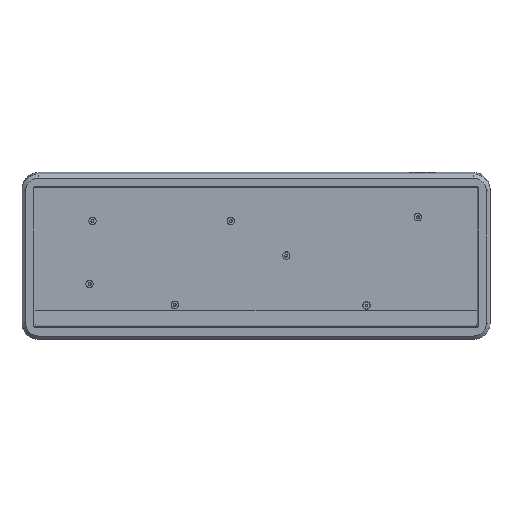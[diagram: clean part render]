
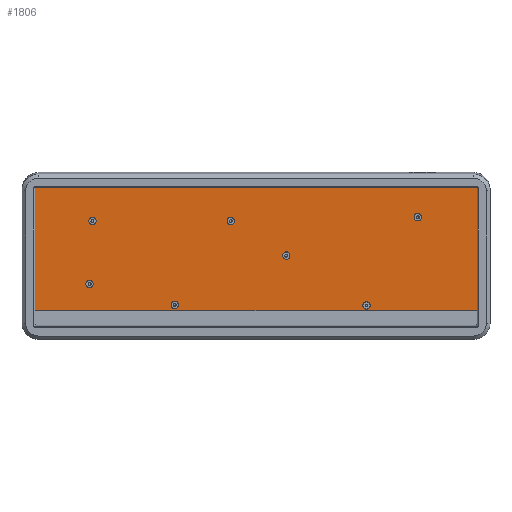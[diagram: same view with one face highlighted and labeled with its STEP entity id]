
A CAD part, top view. The second image highlights one B-rep face of the part: STEP entity #1806.
In plain terms, the highlighted planar face has unit normal (0, -0.052, 0.999).
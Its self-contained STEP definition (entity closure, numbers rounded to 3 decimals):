
#42=FACE_BOUND('',#328,.T.);
#43=FACE_BOUND('',#329,.T.);
#44=FACE_BOUND('',#330,.T.);
#45=FACE_BOUND('',#331,.T.);
#46=FACE_BOUND('',#332,.T.);
#47=FACE_BOUND('',#333,.T.);
#48=FACE_BOUND('',#334,.T.);
#119=PLANE('',#1959);
#204=FACE_OUTER_BOUND('',#327,.T.);
#327=EDGE_LOOP('',(#1439,#1440,#1441,#1442,#1443,#1444,#1445,#1446,#1447,
#1448,#1449,#1450,#1451,#1452,#1453,#1454));
#328=EDGE_LOOP('',(#1455));
#329=EDGE_LOOP('',(#1456));
#330=EDGE_LOOP('',(#1457));
#331=EDGE_LOOP('',(#1458));
#332=EDGE_LOOP('',(#1459));
#333=EDGE_LOOP('',(#1460));
#334=EDGE_LOOP('',(#1461));
#438=CIRCLE('',#1960,1.);
#439=CIRCLE('',#1961,1.);
#440=CIRCLE('',#1962,2.);
#441=CIRCLE('',#1963,2.);
#442=CIRCLE('',#1964,2.);
#443=CIRCLE('',#1965,2.);
#444=CIRCLE('',#1966,2.);
#445=CIRCLE('',#1967,2.);
#446=CIRCLE('',#1968,2.);
#567=LINE('',#3182,#726);
#571=LINE('',#3194,#730);
#574=LINE('',#3200,#733);
#575=LINE('',#3204,#734);
#576=LINE('',#3206,#735);
#577=LINE('',#3208,#736);
#578=LINE('',#3210,#737);
#579=LINE('',#3212,#738);
#580=LINE('',#3214,#739);
#581=LINE('',#3216,#740);
#582=LINE('',#3218,#741);
#583=LINE('',#3220,#742);
#584=LINE('',#3222,#743);
#585=LINE('',#3224,#744);
#726=VECTOR('',#2290,10.);
#730=VECTOR('',#2302,10.);
#733=VECTOR('',#2307,10.);
#734=VECTOR('',#2310,10.);
#735=VECTOR('',#2311,10.);
#736=VECTOR('',#2312,10.);
#737=VECTOR('',#2313,10.);
#738=VECTOR('',#2314,10.);
#739=VECTOR('',#2315,10.);
#740=VECTOR('',#2316,10.);
#741=VECTOR('',#2317,10.);
#742=VECTOR('',#2318,10.);
#743=VECTOR('',#2319,10.);
#744=VECTOR('',#2320,10.);
#882=VERTEX_POINT('',#3179);
#883=VERTEX_POINT('',#3181);
#887=VERTEX_POINT('',#3193);
#889=VERTEX_POINT('',#3199);
#890=VERTEX_POINT('',#3201);
#891=VERTEX_POINT('',#3203);
#892=VERTEX_POINT('',#3205);
#893=VERTEX_POINT('',#3207);
#894=VERTEX_POINT('',#3209);
#895=VERTEX_POINT('',#3211);
#896=VERTEX_POINT('',#3213);
#897=VERTEX_POINT('',#3215);
#898=VERTEX_POINT('',#3217);
#899=VERTEX_POINT('',#3219);
#900=VERTEX_POINT('',#3221);
#901=VERTEX_POINT('',#3223);
#902=VERTEX_POINT('',#3226);
#903=VERTEX_POINT('',#3228);
#904=VERTEX_POINT('',#3230);
#905=VERTEX_POINT('',#3232);
#906=VERTEX_POINT('',#3234);
#907=VERTEX_POINT('',#3236);
#908=VERTEX_POINT('',#3238);
#1082=EDGE_CURVE('',#883,#882,#567,.T.);
#1088=EDGE_CURVE('',#883,#887,#571,.T.);
#1091=EDGE_CURVE('',#889,#882,#574,.T.);
#1092=EDGE_CURVE('',#890,#889,#438,.T.);
#1093=EDGE_CURVE('',#891,#890,#575,.T.);
#1094=EDGE_CURVE('',#892,#891,#576,.T.);
#1095=EDGE_CURVE('',#893,#892,#577,.T.);
#1096=EDGE_CURVE('',#894,#893,#578,.T.);
#1097=EDGE_CURVE('',#895,#894,#579,.T.);
#1098=EDGE_CURVE('',#895,#896,#580,.T.);
#1099=EDGE_CURVE('',#896,#897,#581,.T.);
#1100=EDGE_CURVE('',#898,#897,#582,.T.);
#1101=EDGE_CURVE('',#899,#898,#583,.T.);
#1102=EDGE_CURVE('',#900,#899,#584,.T.);
#1103=EDGE_CURVE('',#901,#900,#585,.T.);
#1104=EDGE_CURVE('',#887,#901,#439,.T.);
#1105=EDGE_CURVE('',#902,#902,#440,.T.);
#1106=EDGE_CURVE('',#903,#903,#441,.T.);
#1107=EDGE_CURVE('',#904,#904,#442,.T.);
#1108=EDGE_CURVE('',#905,#905,#443,.T.);
#1109=EDGE_CURVE('',#906,#906,#444,.T.);
#1110=EDGE_CURVE('',#907,#907,#445,.T.);
#1111=EDGE_CURVE('',#908,#908,#446,.T.);
#1439=ORIENTED_EDGE('',*,*,#1082,.T.);
#1440=ORIENTED_EDGE('',*,*,#1091,.F.);
#1441=ORIENTED_EDGE('',*,*,#1092,.F.);
#1442=ORIENTED_EDGE('',*,*,#1093,.F.);
#1443=ORIENTED_EDGE('',*,*,#1094,.F.);
#1444=ORIENTED_EDGE('',*,*,#1095,.F.);
#1445=ORIENTED_EDGE('',*,*,#1096,.F.);
#1446=ORIENTED_EDGE('',*,*,#1097,.F.);
#1447=ORIENTED_EDGE('',*,*,#1098,.T.);
#1448=ORIENTED_EDGE('',*,*,#1099,.T.);
#1449=ORIENTED_EDGE('',*,*,#1100,.F.);
#1450=ORIENTED_EDGE('',*,*,#1101,.F.);
#1451=ORIENTED_EDGE('',*,*,#1102,.F.);
#1452=ORIENTED_EDGE('',*,*,#1103,.F.);
#1453=ORIENTED_EDGE('',*,*,#1104,.F.);
#1454=ORIENTED_EDGE('',*,*,#1088,.F.);
#1455=ORIENTED_EDGE('',*,*,#1105,.F.);
#1456=ORIENTED_EDGE('',*,*,#1106,.F.);
#1457=ORIENTED_EDGE('',*,*,#1107,.F.);
#1458=ORIENTED_EDGE('',*,*,#1108,.F.);
#1459=ORIENTED_EDGE('',*,*,#1109,.F.);
#1460=ORIENTED_EDGE('',*,*,#1110,.F.);
#1461=ORIENTED_EDGE('',*,*,#1111,.F.);
#1806=ADVANCED_FACE('',(#204,#42,#43,#44,#45,#46,#47,#48),#119,.T.);
#1959=AXIS2_PLACEMENT_3D('',#3198,#2305,#2306);
#1960=AXIS2_PLACEMENT_3D('',#3202,#2308,#2309);
#1961=AXIS2_PLACEMENT_3D('',#3225,#2321,#2322);
#1962=AXIS2_PLACEMENT_3D('',#3227,#2323,#2324);
#1963=AXIS2_PLACEMENT_3D('',#3229,#2325,#2326);
#1964=AXIS2_PLACEMENT_3D('',#3231,#2327,#2328);
#1965=AXIS2_PLACEMENT_3D('',#3233,#2329,#2330);
#1966=AXIS2_PLACEMENT_3D('',#3235,#2331,#2332);
#1967=AXIS2_PLACEMENT_3D('',#3237,#2333,#2334);
#1968=AXIS2_PLACEMENT_3D('',#3239,#2335,#2336);
#2290=DIRECTION('',(1.,0.,0.));
#2302=DIRECTION('',(0.,0.999,0.052));
#2305=DIRECTION('center_axis',(0.,-0.052,
0.999));
#2306=DIRECTION('ref_axis',(-1.,0.,0.));
#2307=DIRECTION('',(0.,-0.999,-0.052));
#2308=DIRECTION('center_axis',(0.,0.052,-0.999));
#2309=DIRECTION('ref_axis',(1.,0.,0.));
#2310=DIRECTION('',(1.,0.,0.));
#2311=DIRECTION('',(1.,0.,0.));
#2312=DIRECTION('',(0.,-0.999,-0.052));
#2313=DIRECTION('',(1.,0.,0.));
#2314=DIRECTION('',(0.,-0.999,-0.052));
#2315=DIRECTION('',(-1.,0.,0.));
#2316=DIRECTION('',(0.,-0.999,-0.052));
#2317=DIRECTION('',(1.,0.,0.));
#2318=DIRECTION('',(0.,0.999,0.052));
#2319=DIRECTION('',(1.,0.,0.));
#2320=DIRECTION('',(1.,0.,0.));
#2321=DIRECTION('center_axis',(0.,0.052,-0.999));
#2322=DIRECTION('ref_axis',(0.,0.999,0.052));
#2323=DIRECTION('center_axis',(0.,-0.052,0.999));
#2324=DIRECTION('ref_axis',(-1.,0.,0.));
#2325=DIRECTION('center_axis',(0.,-0.052,0.999));
#2326=DIRECTION('ref_axis',(-1.,0.,0.));
#2327=DIRECTION('center_axis',(0.,-0.052,0.999));
#2328=DIRECTION('ref_axis',(-1.,0.,0.));
#2329=DIRECTION('center_axis',(0.,-0.052,0.999));
#2330=DIRECTION('ref_axis',(-1.,0.,0.));
#2331=DIRECTION('center_axis',(0.,-0.052,0.999));
#2332=DIRECTION('ref_axis',(-1.,0.,0.));
#2333=DIRECTION('center_axis',(0.,-0.052,0.999));
#2334=DIRECTION('ref_axis',(-1.,0.,0.));
#2335=DIRECTION('center_axis',(0.,-0.052,0.999));
#2336=DIRECTION('ref_axis',(-1.,0.,0.));
#3179=CARTESIAN_POINT('',(275.138,-100.823,4.369));
#3181=CARTESIAN_POINT('',(31.25,-100.823,4.369));
#3182=CARTESIAN_POINT('',(200.608,-100.823,4.369));
#3193=CARTESIAN_POINT('',(31.25,-32.717,7.939));
#3194=CARTESIAN_POINT('',(31.25,-89.039,4.987));
#3198=CARTESIAN_POINT('Origin',(248.022,-29.723,8.096));
#3199=CARTESIAN_POINT('',(275.138,-32.717,7.939));
#3200=CARTESIAN_POINT('',(275.138,-51.491,6.955));
#3201=CARTESIAN_POINT('',(274.138,-31.718,7.991));
#3202=CARTESIAN_POINT('Origin',(274.138,-32.717,7.939));
#3203=CARTESIAN_POINT('',(248.841,-31.718,7.991));
#3204=CARTESIAN_POINT('',(92.722,-31.718,7.991));
#3205=CARTESIAN_POINT('',(248.31,-31.718,7.991));
#3206=CARTESIAN_POINT('',(213.666,-31.718,7.991));
#3207=CARTESIAN_POINT('',(248.31,-31.718,7.991));
#3208=CARTESIAN_POINT('',(248.31,-50.992,6.981));
#3209=CARTESIAN_POINT('',(248.022,-31.718,7.991));
#3210=CARTESIAN_POINT('',(246.435,-31.718,7.991));
#3211=CARTESIAN_POINT('',(248.022,-28.725,8.148));
#3212=CARTESIAN_POINT('',(248.022,-29.723,8.096));
#3213=CARTESIAN_POINT('',(241.672,-28.725,8.148));
#3214=CARTESIAN_POINT('',(246.435,-28.725,8.148));
#3215=CARTESIAN_POINT('',(241.672,-31.718,7.991));
#3216=CARTESIAN_POINT('',(241.672,-29.723,8.096));
#3217=CARTESIAN_POINT('',(241.384,-31.718,7.991));
#3218=CARTESIAN_POINT('',(246.435,-31.718,7.991));
#3219=CARTESIAN_POINT('',(241.384,-31.718,7.991));
#3220=CARTESIAN_POINT('',(241.384,-50.991,6.981));
#3221=CARTESIAN_POINT('',(240.853,-31.718,7.991));
#3222=CARTESIAN_POINT('',(197.289,-31.718,7.991));
#3223=CARTESIAN_POINT('',(32.25,-31.718,7.991));
#3224=CARTESIAN_POINT('',(92.722,-31.718,7.991));
#3225=CARTESIAN_POINT('Origin',(32.25,-32.717,7.939));
#3226=CARTESIAN_POINT('',(110.425,-97.402,4.549));
#3227=CARTESIAN_POINT('Origin',(108.425,-97.402,4.549));
#3228=CARTESIAN_POINT('',(171.925,-70.265,5.971));
#3229=CARTESIAN_POINT('Origin',(169.925,-70.265,5.971));
#3230=CARTESIAN_POINT('',(63.475,-85.968,5.148));
#3231=CARTESIAN_POINT('Origin',(61.475,-85.968,5.148));
#3232=CARTESIAN_POINT('',(216.075,-97.687,4.534));
#3233=CARTESIAN_POINT('Origin',(214.075,-97.687,4.534));
#3234=CARTESIAN_POINT('',(141.275,-51.241,6.968));
#3235=CARTESIAN_POINT('Origin',(139.275,-51.241,6.968));
#3236=CARTESIAN_POINT('',(65.075,-51.241,6.968));
#3237=CARTESIAN_POINT('Origin',(63.075,-51.241,6.968));
#3238=CARTESIAN_POINT('',(244.325,-49.118,7.079));
#3239=CARTESIAN_POINT('Origin',(242.325,-49.118,7.079));
